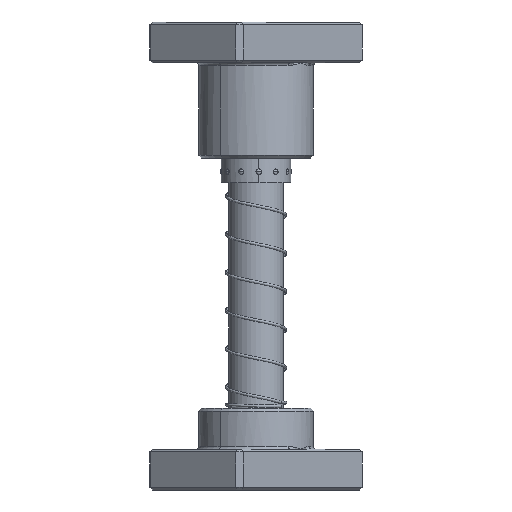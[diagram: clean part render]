
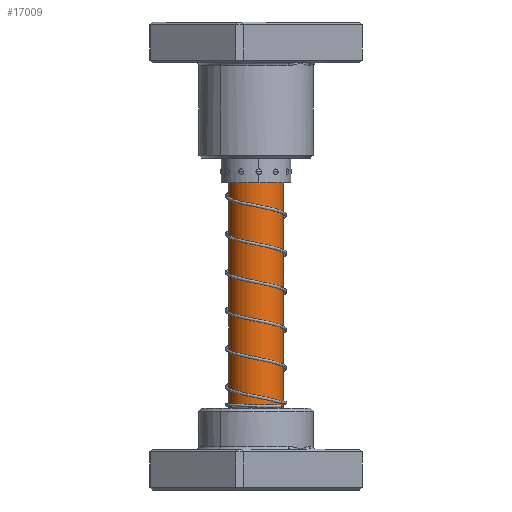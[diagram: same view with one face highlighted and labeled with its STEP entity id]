
A CAD part, front view. The second image highlights one B-rep face of the part: STEP entity #17009.
In plain terms, the highlighted cylindrical face has radius 10 mm (diameter 20 mm), a partial arc.
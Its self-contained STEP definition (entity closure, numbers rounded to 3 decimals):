
#165 = CARTESIAN_POINT ( 'NONE',  ( 0., 0., 140. ) ) ;
#737 = CARTESIAN_POINT ( 'NONE',  ( 10., 0., 137.5 ) ) ;
#860 = VERTEX_POINT ( 'NONE', #7417 ) ;
#1933 = CARTESIAN_POINT ( 'NONE',  ( -10., 0., 140. ) ) ;
#1958 = DIRECTION ( 'NONE',  ( 1., 0., 0. ) ) ;
#3068 = CIRCLE ( 'NONE', #18943, 10. ) ;
#4022 = CYLINDRICAL_SURFACE ( 'NONE', #21376, 10. ) ;
#4175 = EDGE_CURVE ( 'NONE', #23554, #860, #19119, .T. ) ;
#4864 = DIRECTION ( 'NONE',  ( 0., 0., -1. ) ) ;
#4893 = DIRECTION ( 'NONE',  ( 0., 0., -1. ) ) ;
#4937 = AXIS2_PLACEMENT_3D ( 'NONE', #8718, #28197, #11533 ) ;
#7417 = CARTESIAN_POINT ( 'NONE',  ( -10., 0., 19. ) ) ;
#8161 = EDGE_CURVE ( 'NONE', #9567, #23554, #3068, .T. ) ;
#8718 = CARTESIAN_POINT ( 'NONE',  ( 0., 0., 19. ) ) ;
#9079 = EDGE_CURVE ( 'NONE', #25710, #860, #12482, .T. ) ;
#9567 = VERTEX_POINT ( 'NONE', #737 ) ;
#10969 = CARTESIAN_POINT ( 'NONE',  ( -10., 0., 137.5 ) ) ;
#11533 = DIRECTION ( 'NONE',  ( -1., 0., 0. ) ) ;
#12482 = CIRCLE ( 'NONE', #4937, 10. ) ;
#13433 = ORIENTED_EDGE ( 'NONE', *, *, #25183, .F. ) ;
#15983 = EDGE_LOOP ( 'NONE', ( #13433, #31416, #16509, #16053 ) ) ;
#16053 = ORIENTED_EDGE ( 'NONE', *, *, #9079, .F. ) ;
#16121 = VECTOR ( 'NONE', #4893, 1000. ) ;
#16509 = ORIENTED_EDGE ( 'NONE', *, *, #4175, .T. ) ;
#17009 = ADVANCED_FACE ( 'NONE', ( #19756 ), #4022, .T. ) ;
#17016 = LINE ( 'NONE', #35434, #16121 ) ;
#18684 = DIRECTION ( 'NONE',  ( 0., 0., -1. ) ) ;
#18943 = AXIS2_PLACEMENT_3D ( 'NONE', #35316, #18684, #1958 ) ;
#19119 = LINE ( 'NONE', #1933, #33049 ) ;
#19705 = DIRECTION ( 'NONE',  ( -1., 0., 0. ) ) ;
#19756 = FACE_OUTER_BOUND ( 'NONE', #15983, .T. ) ;
#21376 = AXIS2_PLACEMENT_3D ( 'NONE', #165, #33551, #19705 ) ;
#22908 = CARTESIAN_POINT ( 'NONE',  ( 10., 0., 19. ) ) ;
#23554 = VERTEX_POINT ( 'NONE', #10969 ) ;
#25183 = EDGE_CURVE ( 'NONE', #9567, #25710, #17016, .T. ) ;
#25710 = VERTEX_POINT ( 'NONE', #22908 ) ;
#28197 = DIRECTION ( 'NONE',  ( 0., 0., -1. ) ) ;
#31416 = ORIENTED_EDGE ( 'NONE', *, *, #8161, .T. ) ;
#33049 = VECTOR ( 'NONE', #4864, 1000. ) ;
#33551 = DIRECTION ( 'NONE',  ( 0., 0., -1. ) ) ;
#35316 = CARTESIAN_POINT ( 'NONE',  ( 0., 0., 137.5 ) ) ;
#35434 = CARTESIAN_POINT ( 'NONE',  ( 10., 0., 140. ) ) ;
